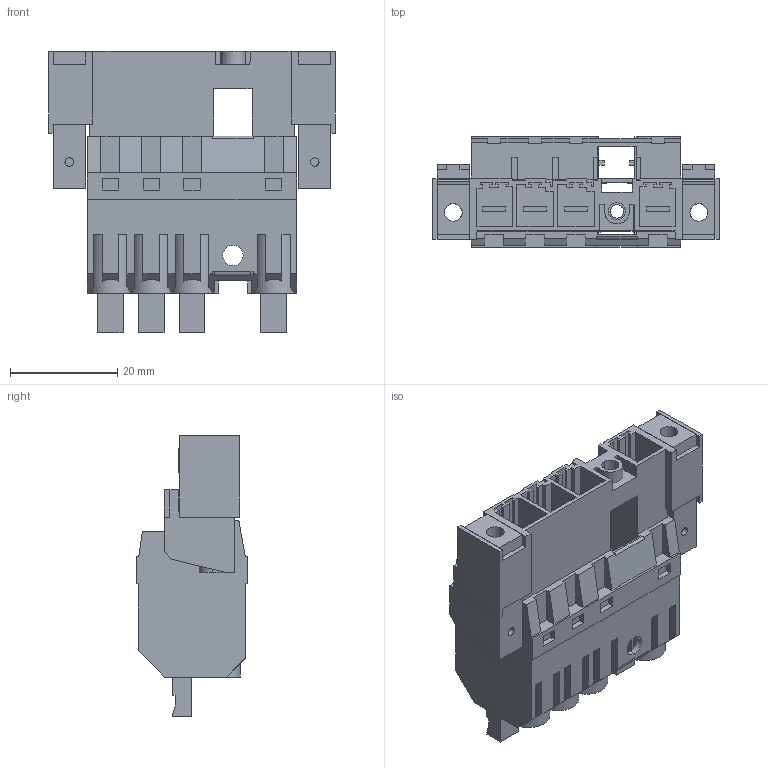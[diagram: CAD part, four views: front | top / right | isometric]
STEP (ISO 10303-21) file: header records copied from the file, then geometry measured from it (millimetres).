
FILE_DESCRIPTION(('CATIA V5 STEP Exchange','CAx-IF Rec.Pracs.--- Model Styling and Organization---1.4--- 2014-01-23'),'2;1');
FILE_NAME ('343920-2_0_2630570000_2630570000.stp','2023-05-02T11:36:56+00:00',('none'),('Weidmueller'),'CATIA Version 5-6 Release 2016 SP3 HF44','CATIA V5 STEP AP214','none');
FILE_SCHEMA(('AUTOMOTIVE_DESIGN { 1 0 10303 214 1 1 1 1 }'));
Length unit declared in the file: millimetre
Products named in the file (1): 2630570000
Bounding box: 53.34 x 20.6 x 52.45 mm (x, y, z)
Volume: 21039.6 mm3; surface area: 17996.9 mm2
Topology: 12 solids, 12 shells, 695 faces, 1972 edges, 1318 vertices
Faces by surface type: plane 627, cylinder 67, cone 1
Entity records: 22258 total; most frequent: CARTESIAN_POINT 4362, ORIENTED_EDGE 3944, DIRECTION 2886, EDGE_CURVE 1972, VECTOR 1796, LINE 1796, VERTEX_POINT 1318, EDGE_LOOP 742
